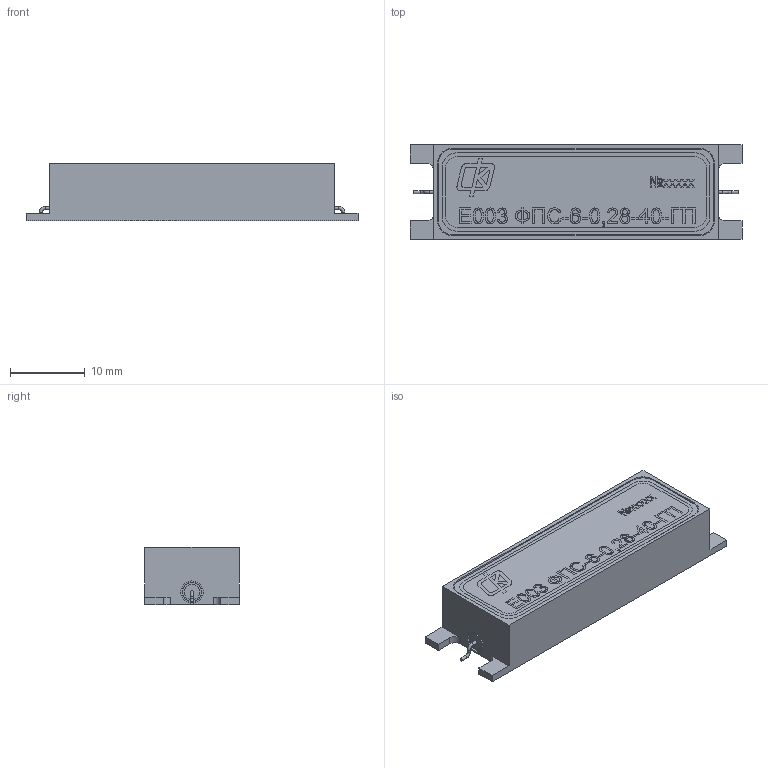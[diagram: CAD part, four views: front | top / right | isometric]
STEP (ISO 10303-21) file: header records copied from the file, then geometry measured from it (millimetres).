
FILE_DESCRIPTION(('STEP AP203'), '1');
FILE_NAME('ÍØÁÀ.468824.040_Ôèëüòð ÔÏÑ-6-0,28-40-ÃÏ', '', ('UNSPECIFIED'), ('UNSPECIFIED'), 'ASCON STEP Converter 1.6', 'ASCON Math Kernel', '');
FILE_SCHEMA(('CONFIG_CONTROL_DESIGN'));
Length unit declared in the file: millimetre
Products named in the file (1): НШБА.468824.040_Фильтр ФПС-6-0,28-40-ГП
Bounding box: 44.5 x 12.7 x 7.7 mm (x, y, z)
Volume: 3708.7 mm3; surface area: 1998.5 mm2
Topology: 1 solids, 1 shells, 464 faces, 1216 edges, 810 vertices
Faces by surface type: plane 289, bspline 130, cylinder 41, torus 4
Full cylindrical faces by diameter (mm): 0.4 x6, 2.1 x2, 2.49 x2, 2.6 x2, 3 x2
Entity records: 35892 total; most frequent: CARTESIAN_POINT 21792, ORIENTED_EDGE 2396, DIRECTION 1585, EDGE_CURVE 1198, VERTEX_POINT 810, LINE 731, VECTOR 731, EDGE_LOOP 538
